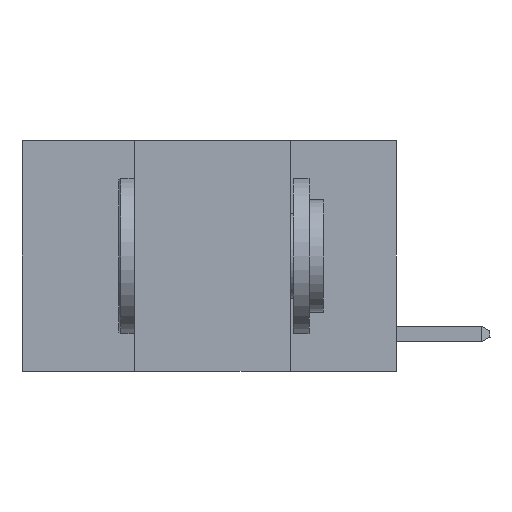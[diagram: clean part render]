
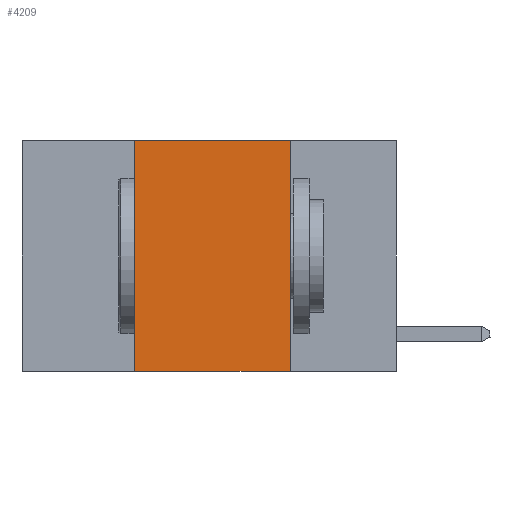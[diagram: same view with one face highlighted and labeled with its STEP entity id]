
A CAD part, left-side view. The second image highlights one B-rep face of the part: STEP entity #4209.
In plain terms, the highlighted planar face has unit normal (-1, 0, 0).
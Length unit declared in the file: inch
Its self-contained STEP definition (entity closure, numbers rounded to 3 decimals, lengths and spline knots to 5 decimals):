
#138 = VERTEX_POINT ( 'NONE', #21036 ) ;
#477 = ORIENTED_EDGE ( 'NONE', *, *, #19330, .F. ) ;
#2465 = CARTESIAN_POINT ( 'NONE',  ( 0., 0.42, 0. ) ) ;
#3064 = AXIS2_PLACEMENT_3D ( 'NONE', #8240, #23144, #11995 ) ;
#4209 = ADVANCED_FACE ( 'NONE', ( #9164 ), #21285, .F. ) ;
#4404 = CARTESIAN_POINT ( 'NONE',  ( 0., 0.17, 0. ) ) ;
#4841 = LINE ( 'NONE', #17654, #24134 ) ;
#5628 = VERTEX_POINT ( 'NONE', #10428 ) ;
#6262 = DIRECTION ( 'NONE',  ( 0., 0., 1. ) ) ;
#7600 = VECTOR ( 'NONE', #17520, 39.37008 ) ;
#7821 = CARTESIAN_POINT ( 'NONE',  ( 0., 0.6, 0. ) ) ;
#8240 = CARTESIAN_POINT ( 'NONE',  ( 0., 0.6, 0. ) ) ;
#9164 = FACE_OUTER_BOUND ( 'NONE', #22133, .T. ) ;
#9235 = VERTEX_POINT ( 'NONE', #22913 ) ;
#10006 = ORIENTED_EDGE ( 'NONE', *, *, #21825, .F. ) ;
#10428 = CARTESIAN_POINT ( 'NONE',  ( 0., 0.17, -0.37 ) ) ;
#10721 = ORIENTED_EDGE ( 'NONE', *, *, #16518, .F. ) ;
#11611 = DIRECTION ( 'NONE',  ( 0., -1., 0. ) ) ;
#11995 = DIRECTION ( 'NONE',  ( 0., 0., -1. ) ) ;
#12128 = LINE ( 'NONE', #7821, #21451 ) ;
#12240 = ORIENTED_EDGE ( 'NONE', *, *, #23074, .T. ) ;
#12679 = VERTEX_POINT ( 'NONE', #16064 ) ;
#16064 = CARTESIAN_POINT ( 'NONE',  ( 0., 0.42, -0.37 ) ) ;
#16518 = EDGE_CURVE ( 'NONE', #9235, #138, #12128, .T. ) ;
#17520 = DIRECTION ( 'NONE',  ( 0., 0., -1. ) ) ;
#17654 = CARTESIAN_POINT ( 'NONE',  ( 0., 0.6, -0.37 ) ) ;
#17988 = VECTOR ( 'NONE', #6262, 39.37008 ) ;
#19330 = EDGE_CURVE ( 'NONE', #138, #5628, #23086, .T. ) ;
#19523 = DIRECTION ( 'NONE',  ( 0., -1., 0. ) ) ;
#21036 = CARTESIAN_POINT ( 'NONE',  ( 0., 0.17, 0. ) ) ;
#21285 = PLANE ( 'NONE',  #3064 ) ;
#21451 = VECTOR ( 'NONE', #11611, 39.37008 ) ;
#21825 = EDGE_CURVE ( 'NONE', #12679, #9235, #22944, .T. ) ;
#22133 = EDGE_LOOP ( 'NONE', ( #477, #10721, #10006, #12240 ) ) ;
#22913 = CARTESIAN_POINT ( 'NONE',  ( 0., 0.42, 0. ) ) ;
#22944 = LINE ( 'NONE', #2465, #17988 ) ;
#23074 = EDGE_CURVE ( 'NONE', #12679, #5628, #4841, .T. ) ;
#23086 = LINE ( 'NONE', #4404, #7600 ) ;
#23144 = DIRECTION ( 'NONE',  ( 1., 0., 0. ) ) ;
#24134 = VECTOR ( 'NONE', #19523, 39.37008 ) ;
